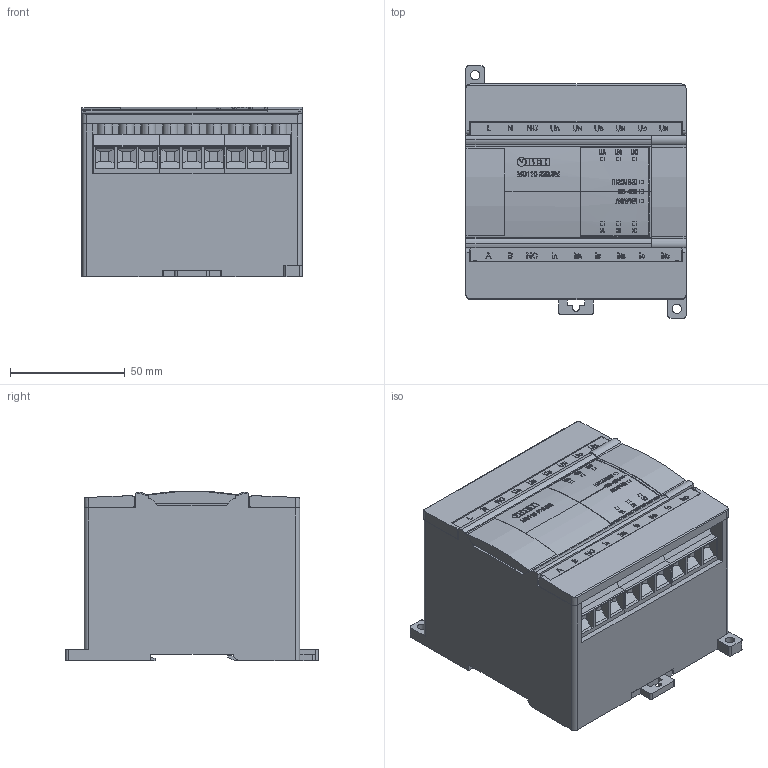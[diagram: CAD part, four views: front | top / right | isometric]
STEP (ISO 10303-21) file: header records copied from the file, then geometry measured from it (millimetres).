
FILE_DESCRIPTION (( 'STEP AP214' ), '1' );
FILE_NAME ('3D ìîäåëü ÌÝ110-220.3Ì (M01).STEP', '2021-09-05T13:43:05', ( '' ), ( '' ), 'SwSTEP 2.0', 'SolidWorks 2015', '' );
FILE_SCHEMA (( 'AUTOMOTIVE_DESIGN' ));
Length unit declared in the file: millimetre
Products named in the file (8): Êðûøêà ëèöåâàÿ ïð._00; Êðûøêà ëèöåâàÿ ëâ._00; 抔樦憵 MKDS 5 HV_3-9,52; Ôèêñàòîð òèï2; Ïàíåëü ëèöåâàÿ ÌÝ110-220.3Ì (M01); Êðûøêà ïðîçðà÷íàÿ Ìõ110_2 (M01); Êîðïóñ ÌÝ110-220.3Ì (M01); 3D ìîäåëü ÌÝ110-220.3Ì (M01)
Assembly tree (13 placements, depth 2):
  3D ìîäåëü ÌÝ110-220.3Ì (M01)
    Êîðïóñ ÌÝ110-220.3Ì (M01)
    Êðûøêà ïðîçðà÷íàÿ Ìõ110_2 (M01)  x2
    Ïàíåëü ëèöåâàÿ ÌÝ110-220.3Ì (M01)
    Ôèêñàòîð òèï2
    抔樦憵 MKDS 5 HV_3-9,52  x6
    Êðûøêà ëèöåâàÿ ëâ._00
    Êðûøêà ëèöåâàÿ ïð._00
Bounding box: 96 x 110 x 74.1 mm (x, y, z)
Volume: 580202.7 mm3; surface area: 91229.7 mm2
Topology: 14 solids, 14 shells, 3366 faces, 9364 edges, 6240 vertices
Faces by surface type: plane 2169, bspline 884, cylinder 313
Entity records: 127751 total; most frequent: CARTESIAN_POINT 33232, ORIENTED_EDGE 16220, DIRECTION 10126, EDGE_CURVE 8110, VERTEX_POINT 5404, LINE 4142, VECTOR 4142, EDGE_LOOP 3038
